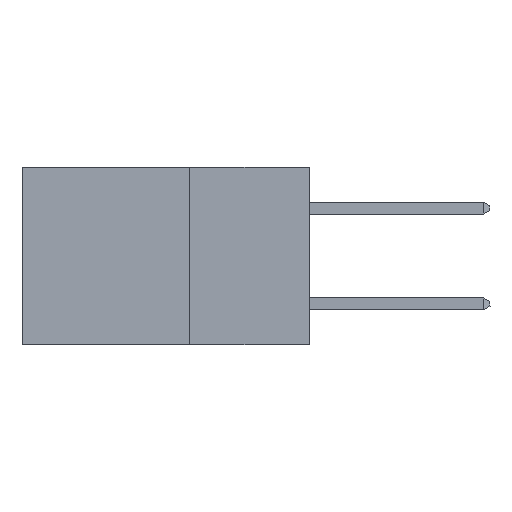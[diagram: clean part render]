
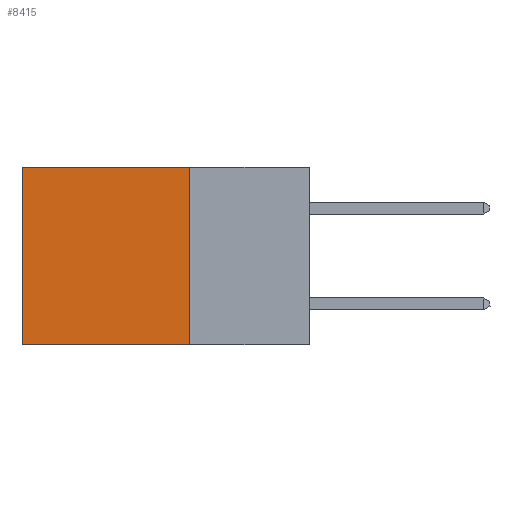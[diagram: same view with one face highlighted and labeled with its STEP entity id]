
A CAD part, left-side view. The second image highlights one B-rep face of the part: STEP entity #8415.
In plain terms, the highlighted planar face has unit normal (-1, 0, 0).
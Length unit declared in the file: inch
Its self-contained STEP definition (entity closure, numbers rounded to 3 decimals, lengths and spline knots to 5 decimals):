
#560 = CARTESIAN_POINT ( 'NONE',  ( 0.2875, 0.25, 0. ) ) ;
#1345 = LINE ( 'NONE', #2290, #1628 ) ;
#1397 = ORIENTED_EDGE ( 'NONE', *, *, #5246, .F. ) ;
#1628 = VECTOR ( 'NONE', #9341, 39.37008 ) ;
#1832 = LINE ( 'NONE', #6263, #4891 ) ;
#2290 = CARTESIAN_POINT ( 'NONE',  ( 0.2875, 0.6, 0. ) ) ;
#2450 = ORIENTED_EDGE ( 'NONE', *, *, #10731, .T. ) ;
#3012 = EDGE_CURVE ( 'NONE', #7280, #3323, #3433, .T. ) ;
#3323 = VERTEX_POINT ( 'NONE', #4760 ) ;
#3349 = FACE_OUTER_BOUND ( 'NONE', #8029, .T. ) ;
#3433 = LINE ( 'NONE', #9673, #5796 ) ;
#3453 = VERTEX_POINT ( 'NONE', #5051 ) ;
#3763 = EDGE_CURVE ( 'NONE', #7280, #8680, #6988, .T. ) ;
#4164 = PLANE ( 'NONE',  #7192 ) ;
#4760 = CARTESIAN_POINT ( 'NONE',  ( 0.2875, 0.25, -0.37 ) ) ;
#4891 = VECTOR ( 'NONE', #6160, 39.37008 ) ;
#5051 = CARTESIAN_POINT ( 'NONE',  ( 0.2875, 0.6, -0.37 ) ) ;
#5107 = DIRECTION ( 'NONE',  ( 0., 1., 0. ) ) ;
#5246 = EDGE_CURVE ( 'NONE', #3323, #3453, #1832, .T. ) ;
#5796 = VECTOR ( 'NONE', #10503, 39.37008 ) ;
#5838 = DIRECTION ( 'NONE',  ( 1., 0., 0. ) ) ;
#6011 = CARTESIAN_POINT ( 'NONE',  ( 0.2875, 0.25, 0. ) ) ;
#6122 = CARTESIAN_POINT ( 'NONE',  ( 0.2875, 0.25, 0. ) ) ;
#6160 = DIRECTION ( 'NONE',  ( 0., 1., 0. ) ) ;
#6263 = CARTESIAN_POINT ( 'NONE',  ( 0.2875, 0.25, -0.37 ) ) ;
#6988 = LINE ( 'NONE', #6011, #7126 ) ;
#7126 = VECTOR ( 'NONE', #5107, 39.37008 ) ;
#7192 = AXIS2_PLACEMENT_3D ( 'NONE', #560, #5838, #8616 ) ;
#7280 = VERTEX_POINT ( 'NONE', #6122 ) ;
#8029 = EDGE_LOOP ( 'NONE', ( #2450, #1397, #11149, #8174 ) ) ;
#8174 = ORIENTED_EDGE ( 'NONE', *, *, #3763, .T. ) ;
#8415 = ADVANCED_FACE ( 'NONE', ( #3349 ), #4164, .F. ) ;
#8616 = DIRECTION ( 'NONE',  ( 0., 0., -1. ) ) ;
#8680 = VERTEX_POINT ( 'NONE', #9716 ) ;
#9341 = DIRECTION ( 'NONE',  ( 0., 0., -1. ) ) ;
#9673 = CARTESIAN_POINT ( 'NONE',  ( 0.2875, 0.25, 0. ) ) ;
#9716 = CARTESIAN_POINT ( 'NONE',  ( 0.2875, 0.6, 0. ) ) ;
#10503 = DIRECTION ( 'NONE',  ( 0., 0., -1. ) ) ;
#10731 = EDGE_CURVE ( 'NONE', #8680, #3453, #1345, .T. ) ;
#11149 = ORIENTED_EDGE ( 'NONE', *, *, #3012, .F. ) ;
